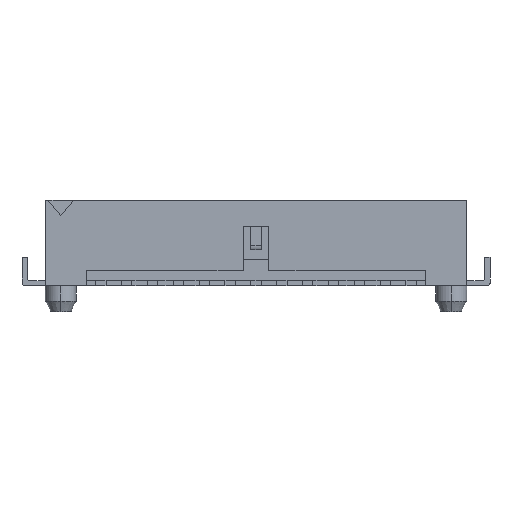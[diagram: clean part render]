
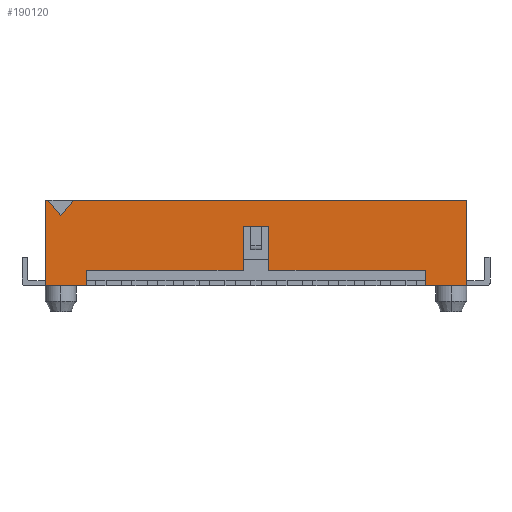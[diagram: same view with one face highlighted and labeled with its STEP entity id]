
A CAD part, left-side view. The second image highlights one B-rep face of the part: STEP entity #190120.
In plain terms, the highlighted planar face has unit normal (-1, 0, 0).
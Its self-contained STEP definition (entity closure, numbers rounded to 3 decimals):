
#470=CARTESIAN_POINT('',(4.194,579.118,
2.1));
#480=VERTEX_POINT('',#470);
#650=CARTESIAN_POINT('',(4.194,580.118,
2.1));
#660=VERTEX_POINT('',#650);
#690=CARTESIAN_POINT('',(4.194,0.,2.1));
#700=DIRECTION('',(0.,1.,0.));
#710=VECTOR('',#700,1.);
#720=LINE('',#690,#710);
#730=CARTESIAN_POINT('',(4.194,580.218,
2.1));
#740=VERTEX_POINT('',#730);
#750=EDGE_CURVE('',#660,#740,#720,.T.);
#1930=CARTESIAN_POINT('',(4.194,563.918,
2.1));
#1940=VERTEX_POINT('',#1930);
#1970=EDGE_CURVE('',#1940,#480,#720,.T.);
#6250=CARTESIAN_POINT('',(4.194,578.618,
-0.6));
#6260=VERTEX_POINT('',#6250);
#6290=CARTESIAN_POINT('',(4.194,0.,-0.6));
#6300=DIRECTION('',(0.,1.,0.));
#6310=VECTOR('',#6300,1.);
#6320=LINE('',#6290,#6310);
#6330=CARTESIAN_POINT('',(4.194,572.568,
-0.6));
#6340=VERTEX_POINT('',#6330);
#6350=EDGE_CURVE('',#6340,#6260,#6320,.T.);
#36830=CARTESIAN_POINT('',(4.194,578.368,0.));
#36840=DIRECTION('',(0.,-0.64,-0.768));
#36850=VECTOR('',#36840,1.);
#36860=LINE('',#36830,#36850);
#36870=CARTESIAN_POINT('',(4.194,579.618,1.5));
#36880=VERTEX_POINT('',#36870);
#36890=EDGE_CURVE('',#660,#36880,#36860,.T.);
#37140=CARTESIAN_POINT('',(4.194,580.868,0.));
#37150=DIRECTION('',(0.,-0.64,0.768));
#37160=VECTOR('',#37150,1.);
#37170=LINE('',#37140,#37160);
#37180=EDGE_CURVE('',#36880,#480,#37170,.T.);
#38160=CARTESIAN_POINT('',(4.194,572.568,0.));
#38170=DIRECTION('',(0.,0.,-1.));
#38180=VECTOR('',#38170,1.);
#38190=LINE('',#38160,#38180);
#38200=CARTESIAN_POINT('',(4.194,572.568,
1.1));
#38210=VERTEX_POINT('',#38200);
#38220=EDGE_CURVE('',#38210,#6340,#38190,.T.);
#40660=CARTESIAN_POINT('',(4.194,580.218,0.));
#40670=DIRECTION('',(0.,0.,1.));
#40680=VECTOR('',#40670,1.);
#40690=LINE('',#40660,#40680);
#40700=CARTESIAN_POINT('',(4.194,580.218,
-1.2));
#40710=VERTEX_POINT('',#40700);
#40720=EDGE_CURVE('',#40710,#740,#40690,.T.);
#72570=CARTESIAN_POINT('',(4.194,578.618,
-1.2));
#72580=VERTEX_POINT('',#72570);
#72610=CARTESIAN_POINT('',(4.194,578.618,0.));
#72620=DIRECTION('',(0.,0.,-1.));
#72630=VECTOR('',#72620,1.);
#72640=LINE('',#72610,#72630);
#72650=EDGE_CURVE('',#6260,#72580,#72640,.T.);
#96550=CARTESIAN_POINT('',(4.194,565.518,
-0.6));
#96560=VERTEX_POINT('',#96550);
#96710=CARTESIAN_POINT('',(4.194,571.568,
-0.6));
#96720=VERTEX_POINT('',#96710);
#96750=CARTESIAN_POINT('',(4.194,0.,-0.6));
#96760=DIRECTION('',(0.,1.,0.));
#96770=VECTOR('',#96760,1.);
#96780=LINE('',#96750,#96770);
#96790=EDGE_CURVE('',#96560,#96720,#96780,.T.);
#108900=CARTESIAN_POINT('',(4.194,563.918,
-1.2));
#108910=VERTEX_POINT('',#108900);
#108940=CARTESIAN_POINT('',(4.194,563.918,0.));
#108950=DIRECTION('',(0.,0.,-1.));
#108960=VECTOR('',#108950,1.);
#108970=LINE('',#108940,#108960);
#108980=EDGE_CURVE('',#1940,#108910,#108970,.T.);
#152510=CARTESIAN_POINT('',(4.194,565.518,0.));
#152520=DIRECTION('',(0.,0.,1.));
#152530=VECTOR('',#152520,1.);
#152540=LINE('',#152510,#152530);
#152550=CARTESIAN_POINT('',(4.194,565.518,
-1.2));
#152560=VERTEX_POINT('',#152550);
#152570=EDGE_CURVE('',#152560,#96560,#152540,.T.);
#154550=CARTESIAN_POINT('',(4.194,571.568,
1.1));
#154560=VERTEX_POINT('',#154550);
#154590=CARTESIAN_POINT('',(4.194,571.568,0.));
#154600=DIRECTION('',(0.,0.,-1.));
#154610=VECTOR('',#154600,1.);
#154620=LINE('',#154590,#154610);
#154630=EDGE_CURVE('',#154560,#96720,#154620,.T.);
#168590=CARTESIAN_POINT('',(4.194,0.,-1.2));
#168600=DIRECTION('',(0.,1.,0.));
#168610=VECTOR('',#168600,1.);
#168620=LINE('',#168590,#168610);
#168630=EDGE_CURVE('',#72580,#40710,#168620,.T.);
#170550=EDGE_CURVE('',#108910,#152560,#168620,.T.);
#189850=CARTESIAN_POINT('',(4.194,566.068,
0.45));
#189860=DIRECTION('',(1.,0.,0.));
#189870=DIRECTION('',(0.,0.,1.));
#189880=AXIS2_PLACEMENT_3D('',#189850,#189860,#189870);
#189890=PLANE('',#189880);
#189900=ORIENTED_EDGE('',*,*,#6350,.F.);
#189910=ORIENTED_EDGE('',*,*,#72650,.F.);
#189920=ORIENTED_EDGE('',*,*,#168630,.F.);
#189930=ORIENTED_EDGE('',*,*,#40720,.F.);
#189940=ORIENTED_EDGE('',*,*,#750,.T.);
#189950=ORIENTED_EDGE('',*,*,#36890,.F.);
#189960=ORIENTED_EDGE('',*,*,#37180,.F.);
#189970=ORIENTED_EDGE('',*,*,#1970,.T.);
#189980=ORIENTED_EDGE('',*,*,#108980,.F.);
#189990=ORIENTED_EDGE('',*,*,#170550,.F.);
#190000=ORIENTED_EDGE('',*,*,#152570,.F.);
#190010=ORIENTED_EDGE('',*,*,#96790,.F.);
#190020=ORIENTED_EDGE('',*,*,#154630,.T.);
#190030=CARTESIAN_POINT('',(4.194,0.,1.1));
#190040=DIRECTION('',(0.,1.,0.));
#190050=VECTOR('',#190040,1.);
#190060=LINE('',#190030,#190050);
#190070=EDGE_CURVE('',#154560,#38210,#190060,.T.);
#190080=ORIENTED_EDGE('',*,*,#190070,.F.);
#190090=ORIENTED_EDGE('',*,*,#38220,.F.);
#190100=EDGE_LOOP('',(#190090,#190080,#190020,#190010,#190000,#189990,
#189980,#189970,#189960,#189950,#189940,#189930,#189920,#189910,#189900)
);
#190110=FACE_OUTER_BOUND('',#190100,.T.);
#190120=ADVANCED_FACE('',(#190110),#189890,.F.);
